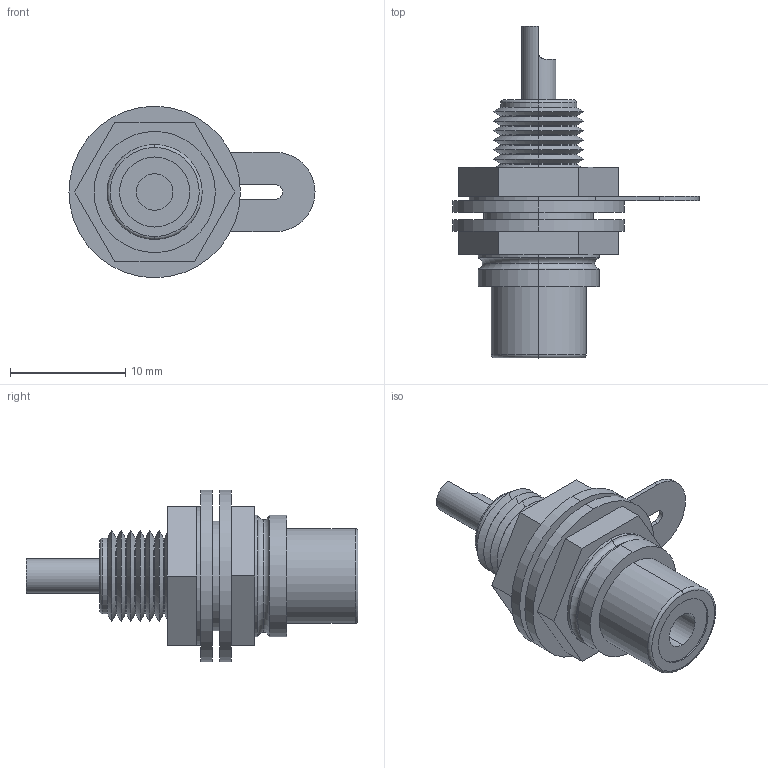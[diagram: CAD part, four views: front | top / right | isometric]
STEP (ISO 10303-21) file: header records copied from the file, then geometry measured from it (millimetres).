
FILE_DESCRIPTION (( 'STEP AP203' ), '1' );
FILE_NAME ('BAC440.STEP', '2006-06-23T18:21:07', ( 'lcom' ), ( 'lcom' ), 'SwSTEP 2.0', 'SolidWorks 2006004', '' );
FILE_SCHEMA (( 'CONFIG_CONTROL_DESIGN' ));
Length unit declared in the file: inch
Products named in the file (6): BAC440-MA2; BAC440; BAC440-MA1; BAC440-MA4; BAC440-MA5; BAC440-MA3
Assembly tree (5 placements, depth 2):
  BAC440
    BAC440-MA4
    BAC440-MA5
    BAC440-MA1
    BAC440-MA2
    BAC440-MA3
Bounding box: 21.4 x 28.85 x 14.91 mm (x, y, z)
Volume: 1709.5 mm3; surface area: 2517.4 mm2
Topology: 5 solids, 5 shells, 161 faces, 340 edges, 196 vertices
Faces by surface type: cylinder 64, cone 52, plane 37, torus 8
Entity records: 4948 total; most frequent: DIRECTION 838, CARTESIAN_POINT 735, ORIENTED_EDGE 680, EDGE_CURVE 340, AXIS2_PLACEMENT_3D 333, VERTEX_POINT 196, EDGE_LOOP 178, LINE 172
